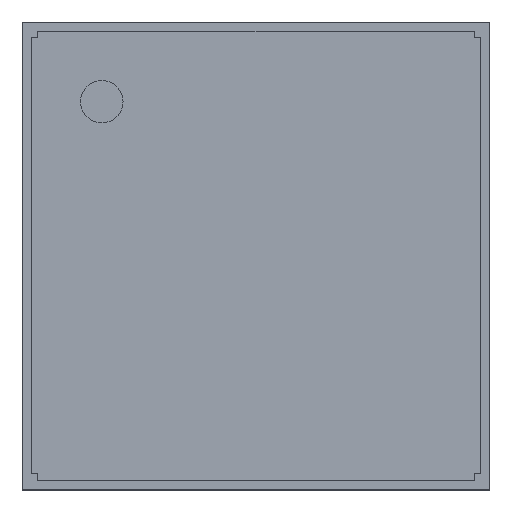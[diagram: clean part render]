
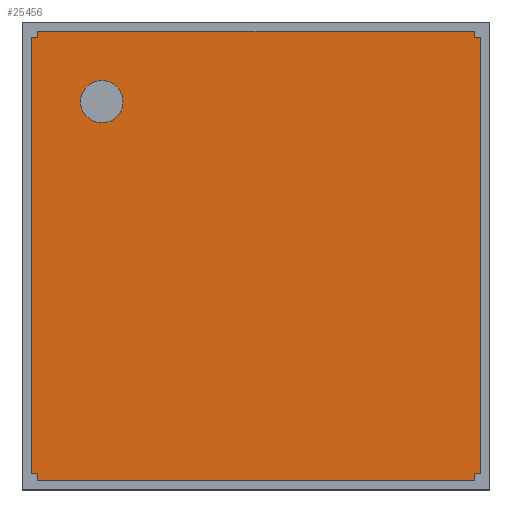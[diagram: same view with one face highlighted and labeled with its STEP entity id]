
A CAD part, top view. The second image highlights one B-rep face of the part: STEP entity #25456.
In plain terms, the highlighted face is planar.
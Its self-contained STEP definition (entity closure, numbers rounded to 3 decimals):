
#24597=CARTESIAN_POINT('',(-3.625,0.15,-3.625));
#24598=DIRECTION('',(0.,-1.,0.));
#24599=DIRECTION('',(1.,0.,0.));
#24600=AXIS2_PLACEMENT_3D('',#24597,#24598,#24599);
#24605=CARTESIAN_POINT('',(-3.625,0.15,-3.625));
#24606=DIRECTION('',(0.,-1.,0.));
#24607=DIRECTION('',(-1.,0.,0.));
#24608=AXIS2_PLACEMENT_3D('',#24605,#24606,#24607);
#24613=DIRECTION('',(1.,0.,0.));
#24614=VECTOR('',#24613,0.15);
#24615=CARTESIAN_POINT('',(-5.275,0.15,5.125));
#24616=LINE('',#24615,#24614);
#24620=DIRECTION('',(0.,0.,1.));
#24621=VECTOR('',#24620,10.25);
#24622=CARTESIAN_POINT('',(-5.275,0.15,-5.125));
#24623=LINE('',#24622,#24621);
#24627=DIRECTION('',(-1.,0.,0.));
#24628=VECTOR('',#24627,0.15);
#24629=CARTESIAN_POINT('',(-5.125,0.15,-5.125));
#24630=LINE('',#24629,#24628);
#24634=DIRECTION('',(-1.,0.,0.));
#24635=VECTOR('',#24634,10.25);
#24636=CARTESIAN_POINT('',(5.125,0.15,-5.275));
#24637=LINE('',#24636,#24635);
#24641=DIRECTION('',(-1.,0.,0.));
#24642=VECTOR('',#24641,0.15);
#24643=CARTESIAN_POINT('',(5.275,0.15,-5.125));
#24644=LINE('',#24643,#24642);
#24648=DIRECTION('',(0.,0.,-1.));
#24649=VECTOR('',#24648,10.25);
#24650=CARTESIAN_POINT('',(5.275,0.15,5.125));
#24651=LINE('',#24650,#24649);
#24655=DIRECTION('',(1.,0.,0.));
#24656=VECTOR('',#24655,0.15);
#24657=CARTESIAN_POINT('',(5.125,0.15,5.125));
#24658=LINE('',#24657,#24656);
#24662=DIRECTION('',(1.,0.,0.));
#24663=VECTOR('',#24662,10.25);
#24664=CARTESIAN_POINT('',(-5.125,0.15,5.275));
#24665=LINE('',#24664,#24663);
#24683=DIRECTION('',(0.,0.,1.));
#24684=VECTOR('',#24683,0.15);
#24685=CARTESIAN_POINT('',(-5.125,0.15,-5.275));
#24686=LINE('',#24685,#24684);
#24697=DIRECTION('',(0.,0.,1.));
#24698=VECTOR('',#24697,0.15);
#24699=CARTESIAN_POINT('',(-5.125,0.15,5.125));
#24700=LINE('',#24699,#24698);
#24928=DIRECTION('',(0.,0.,-1.));
#24929=VECTOR('',#24928,0.15);
#24930=CARTESIAN_POINT('',(5.125,0.15,5.275));
#24931=LINE('',#24930,#24929);
#24942=DIRECTION('',(0.,0.,-1.));
#24943=VECTOR('',#24942,0.15);
#24944=CARTESIAN_POINT('',(5.125,0.15,-5.125));
#24945=LINE('',#24944,#24943);
#25247=CARTESIAN_POINT('',(-3.125,0.15,-3.625));
#25248=CARTESIAN_POINT('',(-4.125,0.15,-3.625));
#25249=VERTEX_POINT('',#25247);
#25250=VERTEX_POINT('',#25248);
#25251=CARTESIAN_POINT('',(-5.125,0.15,5.275));
#25252=CARTESIAN_POINT('',(5.125,0.15,5.275));
#25253=VERTEX_POINT('',#25251);
#25254=VERTEX_POINT('',#25252);
#25255=CARTESIAN_POINT('',(5.125,0.15,-5.275));
#25256=CARTESIAN_POINT('',(-5.125,0.15,-5.275));
#25257=VERTEX_POINT('',#25255);
#25258=VERTEX_POINT('',#25256);
#25275=CARTESIAN_POINT('',(5.275,0.15,5.125));
#25276=CARTESIAN_POINT('',(5.275,0.15,-5.125));
#25277=VERTEX_POINT('',#25275);
#25278=VERTEX_POINT('',#25276);
#25279=CARTESIAN_POINT('',(-5.275,0.15,-5.125));
#25280=CARTESIAN_POINT('',(-5.275,0.15,5.125));
#25281=VERTEX_POINT('',#25279);
#25282=VERTEX_POINT('',#25280);
#25303=CARTESIAN_POINT('',(-5.125,0.15,-5.125));
#25304=VERTEX_POINT('',#25303);
#25305=CARTESIAN_POINT('',(-5.125,0.15,5.125));
#25306=VERTEX_POINT('',#25305);
#25307=CARTESIAN_POINT('',(5.125,0.15,5.125));
#25308=VERTEX_POINT('',#25307);
#25309=CARTESIAN_POINT('',(5.125,0.15,-5.125));
#25310=VERTEX_POINT('',#25309);
#25421=CARTESIAN_POINT('',(0.,0.15,0.));
#25422=DIRECTION('',(0.,1.,0.));
#25423=DIRECTION('',(1.,0.,0.));
#25424=AXIS2_PLACEMENT_3D('',#25421,#25422,#25423);
#25425=PLANE('',#25424);
#25427=ORIENTED_EDGE('',*,*,#25426,.F.);
#25429=ORIENTED_EDGE('',*,*,#25428,.F.);
#25431=ORIENTED_EDGE('',*,*,#25430,.F.);
#25433=ORIENTED_EDGE('',*,*,#25432,.F.);
#25435=ORIENTED_EDGE('',*,*,#25434,.F.);
#25437=ORIENTED_EDGE('',*,*,#25436,.F.);
#25439=ORIENTED_EDGE('',*,*,#25438,.F.);
#25441=ORIENTED_EDGE('',*,*,#25440,.F.);
#25443=ORIENTED_EDGE('',*,*,#25442,.F.);
#25445=ORIENTED_EDGE('',*,*,#25444,.F.);
#25447=ORIENTED_EDGE('',*,*,#25446,.F.);
#25449=ORIENTED_EDGE('',*,*,#25448,.F.);
#25450=EDGE_LOOP('',(#25427,#25429,#25431,#25433,#25435,#25437,#25439,#25441,
#25443,#25445,#25447,#25449));
#25451=FACE_OUTER_BOUND('',#25450,.F.);
#25452=ORIENTED_EDGE('',*,*,#25401,.F.);
#25453=ORIENTED_EDGE('',*,*,#25415,.F.);
#25454=EDGE_LOOP('',(#25452,#25453));
#25455=FACE_BOUND('',#25454,.F.);
#25456=ADVANCED_FACE('',(#25451,#25455),#25425,.T.);
#24601=CIRCLE('',#24600,0.5);
#24609=CIRCLE('',#24608,0.5);
#25401=EDGE_CURVE('',#25249,#25250,#24601,.T.);
#25415=EDGE_CURVE('',#25250,#25249,#24609,.T.);
#25426=EDGE_CURVE('',#25306,#25253,#24700,.T.);
#25428=EDGE_CURVE('',#25282,#25306,#24616,.T.);
#25430=EDGE_CURVE('',#25281,#25282,#24623,.T.);
#25432=EDGE_CURVE('',#25304,#25281,#24630,.T.);
#25434=EDGE_CURVE('',#25258,#25304,#24686,.T.);
#25436=EDGE_CURVE('',#25257,#25258,#24637,.T.);
#25438=EDGE_CURVE('',#25310,#25257,#24945,.T.);
#25440=EDGE_CURVE('',#25278,#25310,#24644,.T.);
#25442=EDGE_CURVE('',#25277,#25278,#24651,.T.);
#25444=EDGE_CURVE('',#25308,#25277,#24658,.T.);
#25446=EDGE_CURVE('',#25254,#25308,#24931,.T.);
#25448=EDGE_CURVE('',#25253,#25254,#24665,.T.);
